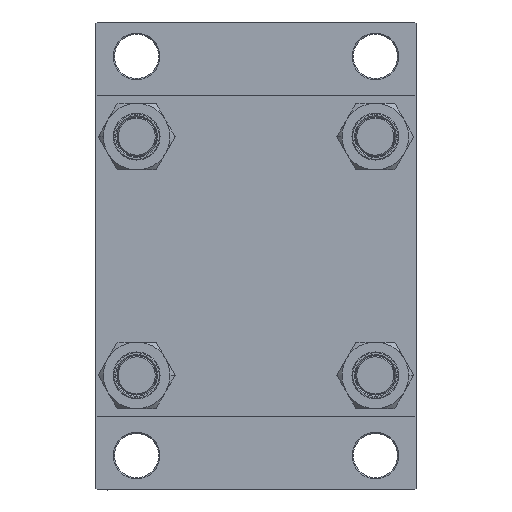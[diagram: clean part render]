
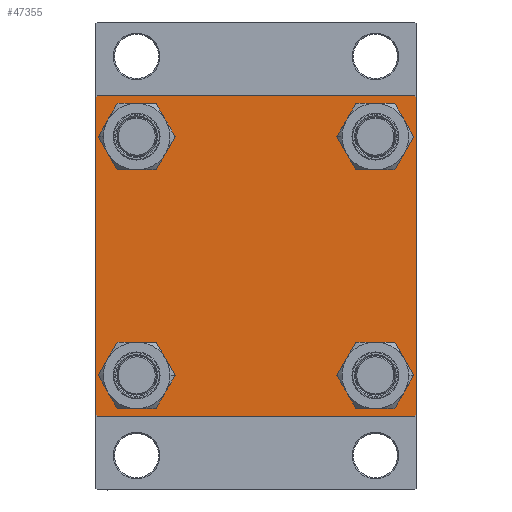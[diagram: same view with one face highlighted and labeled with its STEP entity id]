
A CAD part, left-side view. The second image highlights one B-rep face of the part: STEP entity #47355.
In plain terms, the highlighted planar face has unit normal (-1, 0, 0).
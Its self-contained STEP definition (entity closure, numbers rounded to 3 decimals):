
#283 = DIRECTION ( 'NONE',  ( 0., 0., 1. ) ) ;
#1528 = DIRECTION ( 'NONE',  ( 0., 0.707, 0.707 ) ) ;
#2380 = LINE ( 'NONE', #43434, #12546 ) ;
#2547 = LINE ( 'NONE', #43600, #10539 ) ;
#2928 = CARTESIAN_POINT ( 'NONE',  ( 0., 65., -64.5 ) ) ;
#3169 = ORIENTED_EDGE ( 'NONE', *, *, #22879, .T. ) ;
#3203 = DIRECTION ( 'NONE',  ( 0., -1., 0. ) ) ;
#3498 = ORIENTED_EDGE ( 'NONE', *, *, #7865, .T. ) ;
#3787 = DIRECTION ( 'NONE',  ( 0., 0., 1. ) ) ;
#3967 = ORIENTED_EDGE ( 'NONE', *, *, #40458, .T. ) ;
#4489 = LINE ( 'NONE', #34316, #40604 ) ;
#4559 = VERTEX_POINT ( 'NONE', #45028 ) ;
#4992 = VECTOR ( 'NONE', #17947, 1000. ) ;
#5389 = CIRCLE ( 'NONE', #18671, 8.5 ) ;
#5591 = EDGE_CURVE ( 'NONE', #36831, #21093, #22681, .T. ) ;
#5818 = CIRCLE ( 'NONE', #16766, 8.5 ) ;
#6589 = DIRECTION ( 'NONE',  ( 0., 0., 1. ) ) ;
#6621 = CIRCLE ( 'NONE', #21473, 8.5 ) ;
#7082 = VERTEX_POINT ( 'NONE', #29253 ) ;
#7108 = LINE ( 'NONE', #36209, #26985 ) ;
#7314 = CARTESIAN_POINT ( 'NONE',  ( 0., -48.45, 48.45 ) ) ;
#7503 = CARTESIAN_POINT ( 'NONE',  ( 0., -48.45, -39.95 ) ) ;
#7675 = LINE ( 'NONE', #15266, #42596 ) ;
#7865 = EDGE_CURVE ( 'NONE', #18300, #7082, #42826, .T. ) ;
#8327 = DIRECTION ( 'NONE',  ( 0., 0., 1. ) ) ;
#8353 = CARTESIAN_POINT ( 'NONE',  ( 0., 48.45, 39.95 ) ) ;
#8372 = CARTESIAN_POINT ( 'NONE',  ( 0., 65., 64.5 ) ) ;
#9689 = CARTESIAN_POINT ( 'NONE',  ( 0., -48.45, 56.95 ) ) ;
#10361 = CARTESIAN_POINT ( 'NONE',  ( 0., -65., -64.5 ) ) ;
#10434 = ORIENTED_EDGE ( 'NONE', *, *, #25190, .T. ) ;
#10539 = VECTOR ( 'NONE', #39949, 1000. ) ;
#11085 = VERTEX_POINT ( 'NONE', #9689 ) ;
#11678 = DIRECTION ( 'NONE',  ( 0., 0., 1. ) ) ;
#11789 = CARTESIAN_POINT ( 'NONE',  ( 0., -48.45, -48.45 ) ) ;
#11997 = CIRCLE ( 'NONE', #25248, 8.5 ) ;
#12054 = DIRECTION ( 'NONE',  ( 1., 0., 0. ) ) ;
#12091 = DIRECTION ( 'NONE',  ( 0., 0., -1. ) ) ;
#12149 = VERTEX_POINT ( 'NONE', #40956 ) ;
#12338 = CARTESIAN_POINT ( 'NONE',  ( 0., -48.45, -56.95 ) ) ;
#12507 = DIRECTION ( 'NONE',  ( 1., 0., 0. ) ) ;
#12523 = VERTEX_POINT ( 'NONE', #8372 ) ;
#12546 = VECTOR ( 'NONE', #35402, 1000. ) ;
#12770 = DIRECTION ( 'NONE',  ( 0., 0.707, -0.707 ) ) ;
#13561 = CARTESIAN_POINT ( 'NONE',  ( 0., -64.75, -64.75 ) ) ;
#13709 = ORIENTED_EDGE ( 'NONE', *, *, #42550, .T. ) ;
#14465 = FACE_BOUND ( 'NONE', #19020, .T. ) ;
#14823 = VECTOR ( 'NONE', #1528, 1000. ) ;
#15266 = CARTESIAN_POINT ( 'NONE',  ( 0., 65., 65. ) ) ;
#15278 = EDGE_LOOP ( 'NONE', ( #39068, #20016 ) ) ;
#15948 = CARTESIAN_POINT ( 'NONE',  ( 0., 48.45, 48.45 ) ) ;
#16766 = AXIS2_PLACEMENT_3D ( 'NONE', #27523, #35332, #42408 ) ;
#16966 = ORIENTED_EDGE ( 'NONE', *, *, #37543, .T. ) ;
#17320 = CARTESIAN_POINT ( 'NONE',  ( 0., 48.45, -48.45 ) ) ;
#17687 = VERTEX_POINT ( 'NONE', #18485 ) ;
#17797 = VERTEX_POINT ( 'NONE', #10361 ) ;
#17851 = ORIENTED_EDGE ( 'NONE', *, *, #19288, .T. ) ;
#17947 = DIRECTION ( 'NONE',  ( 0., -0.707, 0.707 ) ) ;
#17999 = EDGE_LOOP ( 'NONE', ( #25348, #10434 ) ) ;
#18300 = VERTEX_POINT ( 'NONE', #22709 ) ;
#18485 = CARTESIAN_POINT ( 'NONE',  ( 0., -64.5, -65. ) ) ;
#18671 = AXIS2_PLACEMENT_3D ( 'NONE', #11789, #22791, #283 ) ;
#19020 = EDGE_LOOP ( 'NONE', ( #16966, #13709 ) ) ;
#19288 = EDGE_CURVE ( 'NONE', #21093, #36831, #6621, .T. ) ;
#19595 = CARTESIAN_POINT ( 'NONE',  ( 0., 48.45, 48.45 ) ) ;
#20016 = ORIENTED_EDGE ( 'NONE', *, *, #42830, .T. ) ;
#20777 = VERTEX_POINT ( 'NONE', #7503 ) ;
#20885 = AXIS2_PLACEMENT_3D ( 'NONE', #27308, #34145, #11678 ) ;
#21091 = DIRECTION ( 'NONE',  ( 0., 0., 1. ) ) ;
#21093 = VERTEX_POINT ( 'NONE', #8353 ) ;
#21134 = EDGE_LOOP ( 'NONE', ( #39605, #17851 ) ) ;
#21235 = DIRECTION ( 'NONE',  ( 1., 0., 0. ) ) ;
#21473 = AXIS2_PLACEMENT_3D ( 'NONE', #19595, #12507, #8327 ) ;
#21569 = PLANE ( 'NONE',  #41330 ) ;
#21806 = FACE_BOUND ( 'NONE', #15278, .T. ) ;
#22509 = VERTEX_POINT ( 'NONE', #37785 ) ;
#22681 = CIRCLE ( 'NONE', #24216, 8.5 ) ;
#22709 = CARTESIAN_POINT ( 'NONE',  ( 0., -65., 64.5 ) ) ;
#22733 = EDGE_CURVE ( 'NONE', #11085, #12149, #5818, .T. ) ;
#22791 = DIRECTION ( 'NONE',  ( 1., 0., 0. ) ) ;
#22879 = EDGE_CURVE ( 'NONE', #12523, #36931, #2547, .T. ) ;
#24216 = AXIS2_PLACEMENT_3D ( 'NONE', #15948, #12054, #34528 ) ;
#24927 = AXIS2_PLACEMENT_3D ( 'NONE', #7314, #40078, #6589 ) ;
#25190 = EDGE_CURVE ( 'NONE', #4559, #29005, #11997, .T. ) ;
#25248 = AXIS2_PLACEMENT_3D ( 'NONE', #40948, #48029, #3787 ) ;
#25348 = ORIENTED_EDGE ( 'NONE', *, *, #37323, .T. ) ;
#25514 = ORIENTED_EDGE ( 'NONE', *, *, #27028, .T. ) ;
#26752 = DIRECTION ( 'NONE',  ( 0., -1., 0. ) ) ;
#26985 = VECTOR ( 'NONE', #3203, 1000. ) ;
#27028 = EDGE_CURVE ( 'NONE', #17687, #17797, #47036, .T. ) ;
#27308 = CARTESIAN_POINT ( 'NONE',  ( 0., -48.45, -48.45 ) ) ;
#27523 = CARTESIAN_POINT ( 'NONE',  ( 0., -48.45, 48.45 ) ) ;
#29005 = VERTEX_POINT ( 'NONE', #34738 ) ;
#29253 = CARTESIAN_POINT ( 'NONE',  ( 0., -64.5, 65. ) ) ;
#30563 = EDGE_CURVE ( 'NONE', #32572, #17687, #7108, .T. ) ;
#31096 = VECTOR ( 'NONE', #12770, 1000. ) ;
#31487 = ORIENTED_EDGE ( 'NONE', *, *, #46136, .F. ) ;
#31576 = CARTESIAN_POINT ( 'NONE',  ( 0., 64.75, 64.75 ) ) ;
#31765 = CIRCLE ( 'NONE', #20885, 8.5 ) ;
#31821 = LINE ( 'NONE', #31576, #31096 ) ;
#32322 = DIRECTION ( 'NONE',  ( -1., 0., 0. ) ) ;
#32572 = VERTEX_POINT ( 'NONE', #39004 ) ;
#33036 = FACE_BOUND ( 'NONE', #17999, .T. ) ;
#33493 = ORIENTED_EDGE ( 'NONE', *, *, #35463, .F. ) ;
#33535 = ORIENTED_EDGE ( 'NONE', *, *, #45578, .T. ) ;
#34145 = DIRECTION ( 'NONE',  ( 1., 0., 0. ) ) ;
#34316 = CARTESIAN_POINT ( 'NONE',  ( 0., -65., 65. ) ) ;
#34528 = DIRECTION ( 'NONE',  ( 0., 0., 1. ) ) ;
#34738 = CARTESIAN_POINT ( 'NONE',  ( 0., 48.45, -39.95 ) ) ;
#35332 = DIRECTION ( 'NONE',  ( 1., 0., 0. ) ) ;
#35402 = DIRECTION ( 'NONE',  ( 0., -0.707, -0.707 ) ) ;
#35463 = EDGE_CURVE ( 'NONE', #22509, #7082, #7675, .T. ) ;
#35719 = ORIENTED_EDGE ( 'NONE', *, *, #30563, .T. ) ;
#36209 = CARTESIAN_POINT ( 'NONE',  ( 0., 65., -65. ) ) ;
#36385 = EDGE_LOOP ( 'NONE', ( #3169, #33535, #35719, #25514, #31487, #3498, #33493, #3967 ) ) ;
#36545 = VERTEX_POINT ( 'NONE', #12338 ) ;
#36831 = VERTEX_POINT ( 'NONE', #47416 ) ;
#36931 = VERTEX_POINT ( 'NONE', #2928 ) ;
#37323 = EDGE_CURVE ( 'NONE', #29005, #4559, #43458, .T. ) ;
#37543 = EDGE_CURVE ( 'NONE', #20777, #36545, #31765, .T. ) ;
#37785 = CARTESIAN_POINT ( 'NONE',  ( 0., 64.5, 65. ) ) ;
#39004 = CARTESIAN_POINT ( 'NONE',  ( 0., 64.5, -65. ) ) ;
#39068 = ORIENTED_EDGE ( 'NONE', *, *, #22733, .T. ) ;
#39605 = ORIENTED_EDGE ( 'NONE', *, *, #5591, .T. ) ;
#39650 = FACE_BOUND ( 'NONE', #21134, .T. ) ;
#39949 = DIRECTION ( 'NONE',  ( 0., 0., -1. ) ) ;
#40078 = DIRECTION ( 'NONE',  ( 1., 0., 0. ) ) ;
#40328 = AXIS2_PLACEMENT_3D ( 'NONE', #17320, #21235, #47119 ) ;
#40458 = EDGE_CURVE ( 'NONE', #22509, #12523, #31821, .T. ) ;
#40604 = VECTOR ( 'NONE', #12091, 1000. ) ;
#40611 = FACE_OUTER_BOUND ( 'NONE', #36385, .T. ) ;
#40948 = CARTESIAN_POINT ( 'NONE',  ( 0., 48.45, -48.45 ) ) ;
#40956 = CARTESIAN_POINT ( 'NONE',  ( 0., -48.45, 39.95 ) ) ;
#41330 = AXIS2_PLACEMENT_3D ( 'NONE', #44029, #32322, #21091 ) ;
#42408 = DIRECTION ( 'NONE',  ( 0., 0., 1. ) ) ;
#42550 = EDGE_CURVE ( 'NONE', #36545, #20777, #5389, .T. ) ;
#42587 = CARTESIAN_POINT ( 'NONE',  ( 0., -64.75, 64.75 ) ) ;
#42596 = VECTOR ( 'NONE', #26752, 1000. ) ;
#42826 = LINE ( 'NONE', #42587, #14823 ) ;
#42830 = EDGE_CURVE ( 'NONE', #12149, #11085, #45972, .T. ) ;
#43434 = CARTESIAN_POINT ( 'NONE',  ( 0., 64.75, -64.75 ) ) ;
#43458 = CIRCLE ( 'NONE', #40328, 8.5 ) ;
#43600 = CARTESIAN_POINT ( 'NONE',  ( 0., 65., 65. ) ) ;
#44029 = CARTESIAN_POINT ( 'NONE',  ( 0., 0., 0. ) ) ;
#45028 = CARTESIAN_POINT ( 'NONE',  ( 0., 48.45, -56.95 ) ) ;
#45578 = EDGE_CURVE ( 'NONE', #36931, #32572, #2380, .T. ) ;
#45972 = CIRCLE ( 'NONE', #24927, 8.5 ) ;
#46136 = EDGE_CURVE ( 'NONE', #18300, #17797, #4489, .T. ) ;
#47036 = LINE ( 'NONE', #13561, #4992 ) ;
#47119 = DIRECTION ( 'NONE',  ( 0., 0., 1. ) ) ;
#47355 = ADVANCED_FACE ( 'NONE', ( #21806, #14465, #33036, #39650, #40611 ), #21569, .T. ) ;
#47416 = CARTESIAN_POINT ( 'NONE',  ( 0., 48.45, 56.95 ) ) ;
#48029 = DIRECTION ( 'NONE',  ( 1., 0., 0. ) ) ;
